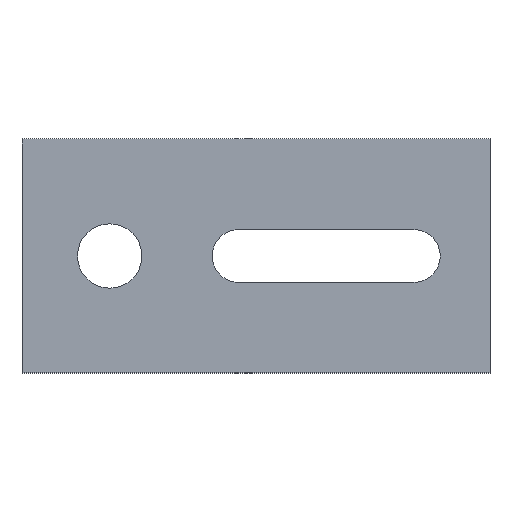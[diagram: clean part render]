
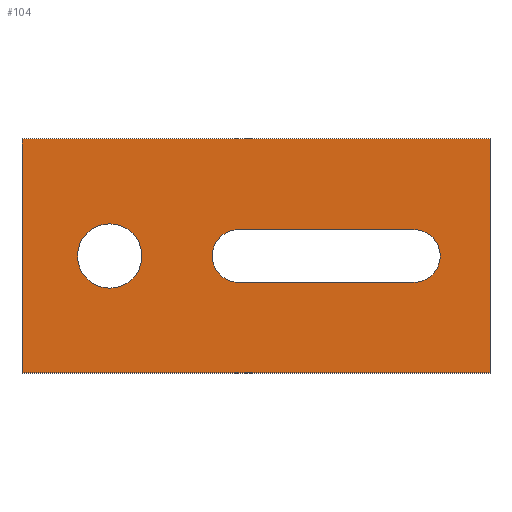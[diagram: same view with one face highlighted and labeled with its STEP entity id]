
A CAD part, top view. The second image highlights one B-rep face of the part: STEP entity #104.
In plain terms, the highlighted planar face has unit normal (0, 0, 1).
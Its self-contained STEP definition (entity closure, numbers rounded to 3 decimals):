
#1 = ORIENTED_EDGE ( 'NONE', *, *, #140, .T. ) ;
#3 = VERTEX_POINT ( 'NONE', #210 ) ;
#4 = ORIENTED_EDGE ( 'NONE', *, *, #5, .F. ) ;
#5 = EDGE_CURVE ( 'NONE', #10, #133, #193, .T. ) ;
#10 = VERTEX_POINT ( 'NONE', #155 ) ;
#11 = VERTEX_POINT ( 'NONE', #173 ) ;
#12 = VERTEX_POINT ( 'NONE', #167 ) ;
#14 = ORIENTED_EDGE ( 'NONE', *, *, #110, .F. ) ;
#15 = ORIENTED_EDGE ( 'NONE', *, *, #20, .F. ) ;
#16 = EDGE_CURVE ( 'NONE', #133, #11, #184, .T. ) ;
#17 = ORIENTED_EDGE ( 'NONE', *, *, #137, .F. ) ;
#20 = EDGE_CURVE ( 'NONE', #11, #107, #196, .T. ) ;
#21 = VERTEX_POINT ( 'NONE', #207 ) ;
#87 = EDGE_CURVE ( 'NONE', #12, #95, #353, .T. ) ;
#88 = ORIENTED_EDGE ( 'NONE', *, *, #134, .T. ) ;
#91 = ORIENTED_EDGE ( 'NONE', *, *, #16, .F. ) ;
#93 = ORIENTED_EDGE ( 'NONE', *, *, #87, .T. ) ;
#94 = EDGE_LOOP ( 'NONE', ( #88, #1, #93, #135 ) ) ;
#95 = VERTEX_POINT ( 'NONE', #302 ) ;
#98 = EDGE_CURVE ( 'NONE', #143, #103, #303, .T. ) ;
#103 = VERTEX_POINT ( 'NONE', #291 ) ;
#104 = ADVANCED_FACE ( 'NONE', ( #290, #289, #341 ), #315, .F. ) ;
#105 = EDGE_CURVE ( 'NONE', #103, #143, #329, .T. ) ;
#107 = VERTEX_POINT ( 'NONE', #330 ) ;
#110 = EDGE_CURVE ( 'NONE', #107, #112, #253, .T. ) ;
#112 = VERTEX_POINT ( 'NONE', #222 ) ;
#122 = ORIENTED_EDGE ( 'NONE', *, *, #98, .F. ) ;
#133 = VERTEX_POINT ( 'NONE', #376 ) ;
#134 = EDGE_CURVE ( 'NONE', #3, #21, #363, .T. ) ;
#135 = ORIENTED_EDGE ( 'NONE', *, *, #142, .T. ) ;
#137 = EDGE_CURVE ( 'NONE', #112, #10, #414, .T. ) ;
#139 = EDGE_LOOP ( 'NONE', ( #14, #15, #91, #4, #17 ) ) ;
#140 = EDGE_CURVE ( 'NONE', #21, #12, #429, .T. ) ;
#142 = EDGE_CURVE ( 'NONE', #95, #3, #427, .T. ) ;
#143 = VERTEX_POINT ( 'NONE', #415 ) ;
#144 = ORIENTED_EDGE ( 'NONE', *, *, #105, .F. ) ;
#154 = EDGE_LOOP ( 'NONE', ( #144, #122 ) ) ;
#155 = CARTESIAN_POINT ( 'NONE',  ( 22., -4.5, 4. ) ) ;
#165 = CARTESIAN_POINT ( 'NONE',  ( 52., 0., 4. ) ) ;
#167 = CARTESIAN_POINT ( 'NONE',  ( 65., -20., 4. ) ) ;
#173 = CARTESIAN_POINT ( 'NONE',  ( 52., 4.5, 4. ) ) ;
#178 = VECTOR ( 'NONE', #224, 1000. ) ;
#179 = CARTESIAN_POINT ( 'NONE',  ( 22., 4.5, 4. ) ) ;
#184 = CIRCLE ( 'NONE', #189, 4.5 ) ;
#185 = DIRECTION ( 'NONE',  ( 1., 0., 0. ) ) ;
#187 = DIRECTION ( 'NONE',  ( 1., 0., 0. ) ) ;
#188 = DIRECTION ( 'NONE',  ( 0., 0., 1. ) ) ;
#189 = AXIS2_PLACEMENT_3D ( 'NONE', #165, #188, #187 ) ;
#193 = LINE ( 'NONE', #209, #206 ) ;
#196 = LINE ( 'NONE', #179, #178 ) ;
#206 = VECTOR ( 'NONE', #185, 1000. ) ;
#207 = CARTESIAN_POINT ( 'NONE',  ( -15., -20., 4. ) ) ;
#209 = CARTESIAN_POINT ( 'NONE',  ( 22., -4.5, 4. ) ) ;
#210 = CARTESIAN_POINT ( 'NONE',  ( -15., 20., 4. ) ) ;
#222 = CARTESIAN_POINT ( 'NONE',  ( 17.5, 0., 4. ) ) ;
#224 = DIRECTION ( 'NONE',  ( -1., 0., 0. ) ) ;
#240 = DIRECTION ( 'NONE',  ( 1., 0., 0. ) ) ;
#241 = DIRECTION ( 'NONE',  ( 0., 0., 1. ) ) ;
#242 = CARTESIAN_POINT ( 'NONE',  ( 22., 0., 4. ) ) ;
#243 = AXIS2_PLACEMENT_3D ( 'NONE', #242, #241, #240 ) ;
#245 = DIRECTION ( 'NONE',  ( 1., 0., 0. ) ) ;
#246 = DIRECTION ( 'NONE',  ( 0., 0., 1. ) ) ;
#253 = CIRCLE ( 'NONE', #243, 4.5 ) ;
#256 = AXIS2_PLACEMENT_3D ( 'NONE', #288, #317, #316 ) ;
#264 = CARTESIAN_POINT ( 'NONE',  ( 65., 20., 4. ) ) ;
#288 = CARTESIAN_POINT ( 'NONE',  ( 0., 0., 4. ) ) ;
#289 = FACE_OUTER_BOUND ( 'NONE', #94, .T. ) ;
#290 = FACE_BOUND ( 'NONE', #154, .T. ) ;
#291 = CARTESIAN_POINT ( 'NONE',  ( -5.5, 0., 4. ) ) ;
#302 = CARTESIAN_POINT ( 'NONE',  ( 65., 20., 4. ) ) ;
#303 = CIRCLE ( 'NONE', #256, 5.5 ) ;
#305 = DIRECTION ( 'NONE',  ( 0., 1., 0. ) ) ;
#306 = VECTOR ( 'NONE', #305, 1000. ) ;
#314 = CARTESIAN_POINT ( 'NONE',  ( -15., 20., 4. ) ) ;
#315 = PLANE ( 'NONE',  #318 ) ;
#316 = DIRECTION ( 'NONE',  ( 1., 0., 0. ) ) ;
#317 = DIRECTION ( 'NONE',  ( 0., 0., 1. ) ) ;
#318 = AXIS2_PLACEMENT_3D ( 'NONE', #314, #326, #325 ) ;
#325 = DIRECTION ( 'NONE',  ( -1., 0., 0. ) ) ;
#326 = DIRECTION ( 'NONE',  ( 0., 0., -1. ) ) ;
#327 = CARTESIAN_POINT ( 'NONE',  ( 0., 0., 4. ) ) ;
#328 = AXIS2_PLACEMENT_3D ( 'NONE', #327, #246, #245 ) ;
#329 = CIRCLE ( 'NONE', #328, 5.5 ) ;
#330 = CARTESIAN_POINT ( 'NONE',  ( 22., 4.5, 4. ) ) ;
#341 = FACE_BOUND ( 'NONE', #139, .T. ) ;
#353 = LINE ( 'NONE', #264, #306 ) ;
#363 = LINE ( 'NONE', #472, #474 ) ;
#376 = CARTESIAN_POINT ( 'NONE',  ( 52., -4.5, 4. ) ) ;
#412 = AXIS2_PLACEMENT_3D ( 'NONE', #437, #436, #417 ) ;
#413 = CARTESIAN_POINT ( 'NONE',  ( 65., -20., 4. ) ) ;
#414 = CIRCLE ( 'NONE', #412, 4.5 ) ;
#415 = CARTESIAN_POINT ( 'NONE',  ( 5.5, 0., 4. ) ) ;
#417 = DIRECTION ( 'NONE',  ( 1., 0., 0. ) ) ;
#419 = CARTESIAN_POINT ( 'NONE',  ( -15., 20., 4. ) ) ;
#422 = DIRECTION ( 'NONE',  ( 1., 0., 0. ) ) ;
#426 = VECTOR ( 'NONE', #439, 1000. ) ;
#427 = LINE ( 'NONE', #419, #426 ) ;
#428 = VECTOR ( 'NONE', #422, 1000. ) ;
#429 = LINE ( 'NONE', #413, #428 ) ;
#436 = DIRECTION ( 'NONE',  ( 0., 0., 1. ) ) ;
#437 = CARTESIAN_POINT ( 'NONE',  ( 22., 0., 4. ) ) ;
#439 = DIRECTION ( 'NONE',  ( -1., 0., 0. ) ) ;
#471 = DIRECTION ( 'NONE',  ( 0., -1., 0. ) ) ;
#472 = CARTESIAN_POINT ( 'NONE',  ( -15., -20., 4. ) ) ;
#474 = VECTOR ( 'NONE', #471, 1000. ) ;
